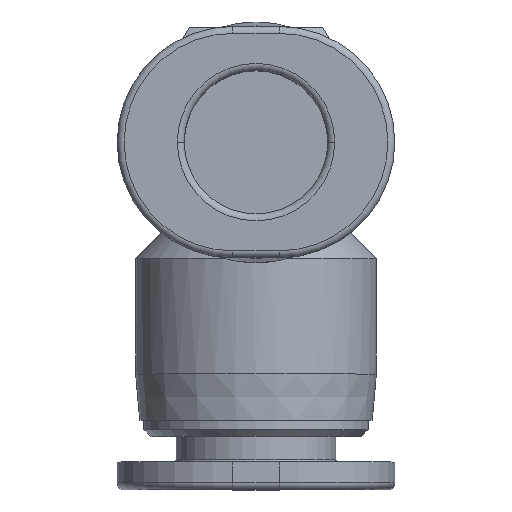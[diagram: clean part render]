
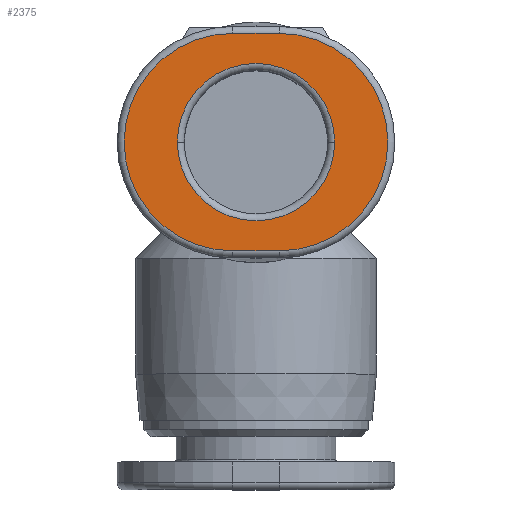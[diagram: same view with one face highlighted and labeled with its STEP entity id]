
A CAD part, top view. The second image highlights one B-rep face of the part: STEP entity #2375.
In plain terms, the highlighted planar face has unit normal (0, 0, 1).
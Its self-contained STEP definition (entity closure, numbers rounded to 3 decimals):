
#905=CARTESIAN_POINT('',(3.4,4.9,15.7));
#906=VERTEX_POINT('',#905);
#914=CARTESIAN_POINT('',(-3.4,4.9,15.7));
#915=VERTEX_POINT('',#914);
#916=CARTESIAN_POINT('',(0.0,4.9,15.7));
#917=DIRECTION('',(0.0,0.0,1.0));
#918=DIRECTION('',(1.0,0.0,0.0));
#919=AXIS2_PLACEMENT_3D('',#916,#917,#918);
#920=CIRCLE('',#919,3.4);
#921=EDGE_CURVE('',#906,#915,#920,.T.);
#2171=CARTESIAN_POINT('',(1.,9.6,15.7));
#2172=VERTEX_POINT('',#2171);
#2173=CARTESIAN_POINT('',(1.0,0.2,15.7));
#2174=VERTEX_POINT('',#2173);
#2175=CARTESIAN_POINT('',(1.0,4.9,15.7));
#2176=DIRECTION('',(0.,0.,-1.0));
#2177=DIRECTION('',(1.0,0.,0.));
#2178=AXIS2_PLACEMENT_3D('',#2175,#2176,#2177);
#2179=CIRCLE('',#2178,4.7);
#2180=EDGE_CURVE('',#2172,#2174,#2179,.T.);
#2215=CARTESIAN_POINT('',(-1.0,0.2,15.7));
#2216=VERTEX_POINT('',#2215);
#2217=CARTESIAN_POINT('',(1.0,0.2,15.7));
#2218=DIRECTION('',(-1.0,0.0,0.0));
#2219=VECTOR('',#2218,2.0);
#2220=LINE('',#2217,#2219);
#2221=EDGE_CURVE('',#2174,#2216,#2220,.T.);
#2255=CARTESIAN_POINT('',(-1.,9.6,15.7));
#2256=VERTEX_POINT('',#2255);
#2264=CARTESIAN_POINT('',(-1.,9.6,15.7));
#2265=DIRECTION('',(1.0,0.0,0.0));
#2266=VECTOR('',#2265,2.);
#2267=LINE('',#2264,#2266);
#2268=EDGE_CURVE('',#2256,#2172,#2267,.T.);
#2279=CARTESIAN_POINT('',(-1.0,4.9,15.7));
#2280=DIRECTION('',(0.0,0.0,-1.0));
#2281=DIRECTION('',(-1.0,0.0,0.0));
#2282=AXIS2_PLACEMENT_3D('',#2279,#2280,#2281);
#2283=CIRCLE('',#2282,4.7);
#2284=EDGE_CURVE('',#2216,#2256,#2283,.T.);
#2354=CARTESIAN_POINT('',(0.,4.9,15.7));
#2355=DIRECTION('',(0.0,0.0,-1.0));
#2356=DIRECTION('',(1.0,0.0,0.0));
#2357=AXIS2_PLACEMENT_3D('',#2354,#2355,#2356);
#2358=PLANE('',#2357);
#2359=ORIENTED_EDGE('',*,*,#2180,.F.);
#2360=ORIENTED_EDGE('',*,*,#2268,.F.);
#2361=ORIENTED_EDGE('',*,*,#2284,.F.);
#2362=ORIENTED_EDGE('',*,*,#2221,.F.);
#2363=EDGE_LOOP('',(#2359,#2360,#2361,#2362));
#2364=FACE_OUTER_BOUND('',#2363,.T.);
#2365=CARTESIAN_POINT('',(0.0,4.9,15.7));
#2366=DIRECTION('',(0.0,0.0,1.0));
#2367=DIRECTION('',(1.0,0.0,0.0));
#2368=AXIS2_PLACEMENT_3D('',#2365,#2366,#2367);
#2369=CIRCLE('',#2368,3.4);
#2370=EDGE_CURVE('',#915,#906,#2369,.T.);
#2371=ORIENTED_EDGE('',*,*,#2370,.F.);
#2372=ORIENTED_EDGE('',*,*,#921,.F.);
#2373=EDGE_LOOP('',(#2371,#2372));
#2374=FACE_BOUND('',#2373,.T.);
#2375=ADVANCED_FACE('',(#2364,#2374),#2358,.F.);
